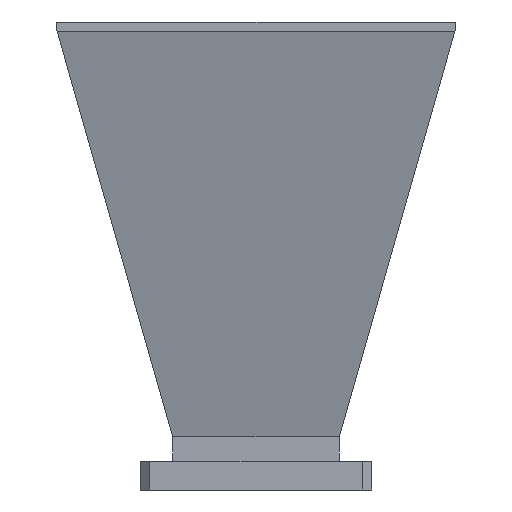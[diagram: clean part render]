
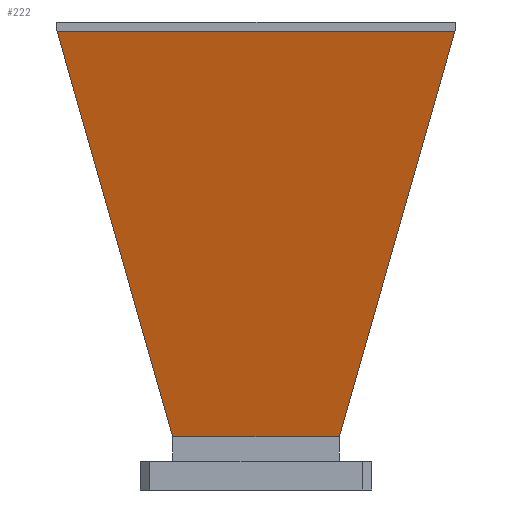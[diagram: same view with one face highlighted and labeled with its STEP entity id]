
A CAD part, left-side view. The second image highlights one B-rep face of the part: STEP entity #222.
In plain terms, the highlighted planar face has unit normal (-0.97, 0, -0.244).
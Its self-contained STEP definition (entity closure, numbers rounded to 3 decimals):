
#16 = VERTEX_POINT ( 'NONE', #1085 ) ;
#43 = EDGE_CURVE ( 'NONE', #851, #16, #1227, .T. ) ;
#68 = EDGE_CURVE ( 'NONE', #851, #631, #401, .T. ) ;
#120 = ORIENTED_EDGE ( 'NONE', *, *, #68, .F. ) ;
#125 = ORIENTED_EDGE ( 'NONE', *, *, #43, .T. ) ;
#222 = ADVANCED_FACE ( 'NONE', ( #559 ), #433, .T. ) ;
#246 = EDGE_LOOP ( 'NONE', ( #348, #120, #125, #1215 ) ) ;
#252 = CARTESIAN_POINT ( 'NONE',  ( -9.312, 17.263, 49.629 ) ) ;
#306 = EDGE_CURVE ( 'NONE', #659, #16, #717, .T. ) ;
#348 = ORIENTED_EDGE ( 'NONE', *, *, #1369, .T. ) ;
#401 = LINE ( 'NONE', #1095, #900 ) ;
#433 = PLANE ( 'NONE',  #859 ) ;
#449 = DIRECTION ( 'NONE',  ( 0., -1., 0. ) ) ;
#455 = CARTESIAN_POINT ( 'NONE',  ( -19.959, 0., 92.018 ) ) ;
#499 = DIRECTION ( 'NONE',  ( -0.235, 0.266, 0.935 ) ) ;
#559 = FACE_OUTER_BOUND ( 'NONE', #246, .T. ) ;
#620 = DIRECTION ( 'NONE',  ( 0., 1., 0. ) ) ;
#626 = VECTOR ( 'NONE', #620, 1000. ) ;
#631 = VERTEX_POINT ( 'NONE', #1300 ) ;
#659 = VERTEX_POINT ( 'NONE', #733 ) ;
#717 = LINE ( 'NONE', #252, #1432 ) ;
#733 = CARTESIAN_POINT ( 'NONE',  ( -9.312, 17.263, 49.629 ) ) ;
#764 = DIRECTION ( 'NONE',  ( 0.235, 0.266, -0.935 ) ) ;
#838 = VECTOR ( 'NONE', #449, 1000. ) ;
#851 = VERTEX_POINT ( 'NONE', #1081 ) ;
#859 = AXIS2_PLACEMENT_3D ( 'NONE', #455, #1257, #881 ) ;
#881 = DIRECTION ( 'NONE',  ( -0.244, 0., 0.97 ) ) ;
#900 = VECTOR ( 'NONE', #764, 1000. ) ;
#903 = LINE ( 'NONE', #1373, #838 ) ;
#1081 = CARTESIAN_POINT ( 'NONE',  ( -30.38, -41.168, 133.506 ) ) ;
#1085 = CARTESIAN_POINT ( 'NONE',  ( -30.38, 41.168, 133.506 ) ) ;
#1095 = CARTESIAN_POINT ( 'NONE',  ( -30.38, -41.168, 133.506 ) ) ;
#1215 = ORIENTED_EDGE ( 'NONE', *, *, #306, .F. ) ;
#1227 = LINE ( 'NONE', #1425, #626 ) ;
#1257 = DIRECTION ( 'NONE',  ( -0.97, 0., -0.244 ) ) ;
#1300 = CARTESIAN_POINT ( 'NONE',  ( -9.312, -17.263, 49.629 ) ) ;
#1369 = EDGE_CURVE ( 'NONE', #659, #631, #903, .T. ) ;
#1373 = CARTESIAN_POINT ( 'NONE',  ( -9.312, 0., 49.629 ) ) ;
#1425 = CARTESIAN_POINT ( 'NONE',  ( -30.38, 0., 133.506 ) ) ;
#1432 = VECTOR ( 'NONE', #499, 1000. ) ;
